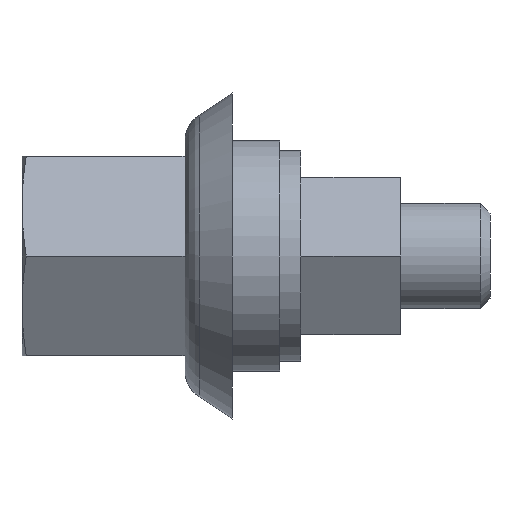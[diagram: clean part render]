
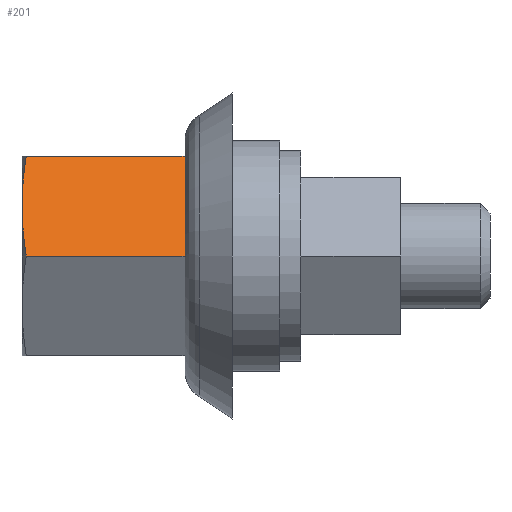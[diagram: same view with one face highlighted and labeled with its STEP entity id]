
A CAD part, front view. The second image highlights one B-rep face of the part: STEP entity #201.
In plain terms, the highlighted planar face has unit normal (0, -0.866, 0.5).
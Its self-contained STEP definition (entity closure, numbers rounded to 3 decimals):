
#201 = ADVANCED_FACE( '', ( #453 ), #454, .T. );
#453 = FACE_OUTER_BOUND( '', #754, .T. );
#454 = PLANE( '', #755 );
#754 = EDGE_LOOP( '', ( #1260, #1261, #1262, #1263, #1264, #1265, #1266 ) );
#755 = AXIS2_PLACEMENT_3D( '', #1267, #1268, #1269 );
#1260 = ORIENTED_EDGE( '', *, *, #1838, .T. );
#1261 = ORIENTED_EDGE( '', *, *, #1799, .T. );
#1262 = ORIENTED_EDGE( '', *, *, #1733, .T. );
#1263 = ORIENTED_EDGE( '', *, *, #1846, .F. );
#1264 = ORIENTED_EDGE( '', *, *, #1694, .F. );
#1265 = ORIENTED_EDGE( '', *, *, #1847, .F. );
#1266 = ORIENTED_EDGE( '', *, *, #1698, .F. );
#1267 = CARTESIAN_POINT( '', ( -20., -5.485, 9.5 ) );
#1268 = DIRECTION( '', ( 0., -0.866, 0.5 ) );
#1269 = DIRECTION( '', ( 0., -0.5, -0.866 ) );
#1694 = EDGE_CURVE( '', #2001, #2000, #2003, .T. );
#1698 = EDGE_CURVE( '', #2008, #2010, #2011, .T. );
#1733 = EDGE_CURVE( '', #2061, #2072, #2074, .T. );
#1799 = EDGE_CURVE( '', #2173, #2061, #2174, .T. );
#1838 = EDGE_CURVE( '', #2008, #2173, #2230, .T. );
#1846 = EDGE_CURVE( '', #2000, #2072, #2241, .T. );
#1847 = EDGE_CURVE( '', #2010, #2001, #2242, .T. );
#2000 = VERTEX_POINT( '', #2438 );
#2001 = VERTEX_POINT( '', #2439 );
#2003 = LINE( '', #2441, #2442 );
#2008 = VERTEX_POINT( '', #2452 );
#2010 = VERTEX_POINT( '', #2459 );
#2011 = LINE( '', #2460, #2461 );
#2061 = VERTEX_POINT( '', #2539 );
#2072 = VERTEX_POINT( '', #2563 );
#2074 = LINE( '', #2566, #2567 );
#2173 = VERTEX_POINT( '', #2717 );
#2174 = B_SPLINE_CURVE_WITH_KNOTS( '', 3, ( #2718, #2719, #2720, #2721, #2722, #2723 ), .UNSPECIFIED., .F., .F., ( 4, 2, 4 ), ( 0.005, 0.008, 0.011 ), .UNSPECIFIED. );
#2230 = B_SPLINE_CURVE_WITH_KNOTS( '', 3, ( #2805, #2806, #2807, #2808, #2809, #2810 ), .UNSPECIFIED., .F., .F., ( 4, 2, 4 ), ( 0., 0.003, 0.005 ), .UNSPECIFIED. );
#2241 = LINE( '', #2823, #2824 );
#2242 = LINE( '', #2825, #2826 );
#2438 = CARTESIAN_POINT( '', ( -4.5, -10.894, 0.132 ) );
#2439 = CARTESIAN_POINT( '', ( -4.5, -5.561, 9.368 ) );
#2441 = CARTESIAN_POINT( '', ( -4.5, -5.485, 9.5 ) );
#2442 = VECTOR( '', #3040, 1000. );
#2452 = CARTESIAN_POINT( '', ( -19.606, -5.485, 9.5 ) );
#2459 = CARTESIAN_POINT( '', ( -4.5, -5.485, 9.5 ) );
#2460 = CARTESIAN_POINT( '', ( -20., -5.485, 9.5 ) );
#2461 = VECTOR( '', #3041, 1000. );
#2539 = CARTESIAN_POINT( '', ( -19.606, -10.97, 0. ) );
#2563 = CARTESIAN_POINT( '', ( -4.5, -10.97, 0. ) );
#2566 = CARTESIAN_POINT( '', ( -20., -10.97, 0. ) );
#2567 = VECTOR( '', #3073, 1000. );
#2717 = CARTESIAN_POINT( '', ( -20., -8.227, 4.75 ) );
#2718 = CARTESIAN_POINT( '', ( -20., -8.227, 4.75 ) );
#2719 = CARTESIAN_POINT( '', ( -20., -8.684, 3.958 ) );
#2720 = CARTESIAN_POINT( '', ( -19.964, -9.141, 3.167 ) );
#2721 = CARTESIAN_POINT( '', ( -19.828, -10.056, 1.583 ) );
#2722 = CARTESIAN_POINT( '', ( -19.729, -10.513, 0.792 ) );
#2723 = CARTESIAN_POINT( '', ( -19.606, -10.97, 0. ) );
#2805 = CARTESIAN_POINT( '', ( -19.606, -5.485, 9.5 ) );
#2806 = CARTESIAN_POINT( '', ( -19.729, -5.942, 8.708 ) );
#2807 = CARTESIAN_POINT( '', ( -19.828, -6.399, 7.917 ) );
#2808 = CARTESIAN_POINT( '', ( -19.964, -7.313, 6.333 ) );
#2809 = CARTESIAN_POINT( '', ( -20., -7.77, 5.542 ) );
#2810 = CARTESIAN_POINT( '', ( -20., -8.227, 4.75 ) );
#2823 = CARTESIAN_POINT( '', ( -4.5, -5.485, 9.5 ) );
#2824 = VECTOR( '', #3208, 1000. );
#2825 = CARTESIAN_POINT( '', ( -4.5, -5.485, 9.5 ) );
#2826 = VECTOR( '', #3209, 1000. );
#3040 = DIRECTION( '', ( 0., -0.5, -0.866 ) );
#3041 = DIRECTION( '', ( 1., 0., 0. ) );
#3073 = DIRECTION( '', ( 1., 0., 0. ) );
#3208 = DIRECTION( '', ( 0., -0.5, -0.866 ) );
#3209 = DIRECTION( '', ( 0., -0.5, -0.866 ) );
